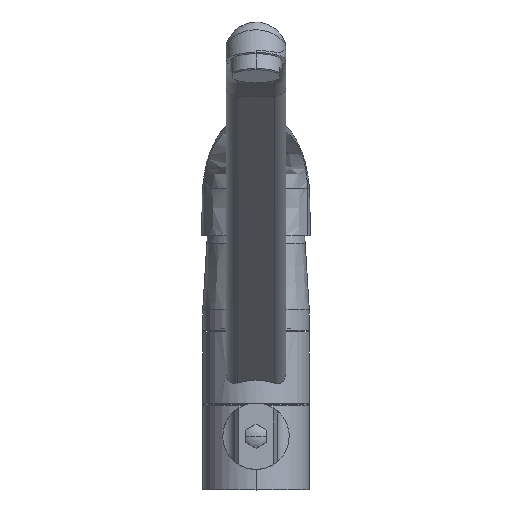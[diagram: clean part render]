
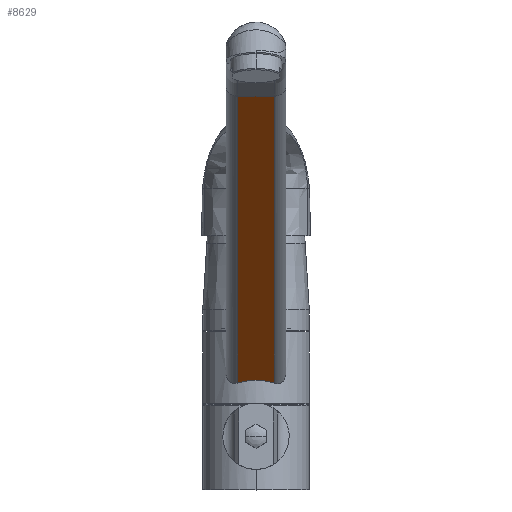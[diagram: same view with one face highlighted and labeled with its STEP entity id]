
A CAD part, top view. The second image highlights one B-rep face of the part: STEP entity #8629.
In plain terms, the highlighted planar face has unit normal (0, -0.75, 0.661).
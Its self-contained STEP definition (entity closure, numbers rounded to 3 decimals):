
#2361=DIRECTION('',(0.,0.662,0.75));
#2362=VECTOR('',#2361,202.385);
#2363=CARTESIAN_POINT('',(8.5,49.885,23.511));
#2364=LINE('',#2363,#2362);
#2365=CARTESIAN_POINT('',(8.5,49.885,23.511));
#2366=CARTESIAN_POINT('',(7.083,50.337,24.023));
#2367=CARTESIAN_POINT('',(4.25,50.988,24.761));
#2368=CARTESIAN_POINT('',(0.,51.305,25.12));
#2369=CARTESIAN_POINT('',(-4.25,50.988,24.761));
#2370=CARTESIAN_POINT('',(-7.083,50.337,24.023));
#2371=CARTESIAN_POINT('',(-8.5,49.885,23.511));
#2373=DIRECTION('',(0.,0.662,0.75));
#2374=VECTOR('',#2373,202.385);
#2375=CARTESIAN_POINT('',(-8.5,49.885,23.511));
#2376=LINE('',#2375,#2374);
#2377=CARTESIAN_POINT('',(-8.5,49.885,23.511));
#2491=DIRECTION('',(1.,0.,0.));
#2492=VECTOR('',#2491,17.);
#2493=CARTESIAN_POINT('',(-8.5,183.767,175.284));
#2494=LINE('',#2493,#2492);
#4924=CARTESIAN_POINT('',(-8.5,183.767,175.284));
#4925=VERTEX_POINT('',#4924);
#4926=CARTESIAN_POINT('',(8.5,183.767,175.284));
#4927=VERTEX_POINT('',#4926);
#4975=VERTEX_POINT('',#2377);
#4976=VERTEX_POINT('',#2365);
#8616=CARTESIAN_POINT('',(-8.5,42.344,14.961));
#8617=DIRECTION('',(0.,-0.75,0.662));
#8618=DIRECTION('',(1.,0.,0.));
#8619=AXIS2_PLACEMENT_3D('',#8616,#8617,#8618);
#8620=PLANE('',#8619);
#8621=ORIENTED_EDGE('',*,*,#5965,.T.);
#8623=ORIENTED_EDGE('',*,*,#8622,.T.);
#8625=ORIENTED_EDGE('',*,*,#8624,.T.);
#8626=ORIENTED_EDGE('',*,*,#8601,.F.);
#8627=EDGE_LOOP('',(#8621,#8623,#8625,#8626));
#8628=FACE_OUTER_BOUND('',#8627,.F.);
#8629=ADVANCED_FACE('',(#8628),#8620,.T.);
#2372=B_SPLINE_CURVE_WITH_KNOTS('',3,(#2365,#2366,#2367,#2368,#2369,#2370,
#2371),.UNSPECIFIED.,.F.,.F.,(4,1,1,1,4),(0.,0.25,0.5,0.75,1.),
.UNSPECIFIED.);
#5965=EDGE_CURVE('',#4976,#4975,#2372,.T.);
#8601=EDGE_CURVE('',#4976,#4927,#2364,.T.);
#8622=EDGE_CURVE('',#4975,#4925,#2376,.T.);
#8624=EDGE_CURVE('',#4925,#4927,#2494,.T.);
